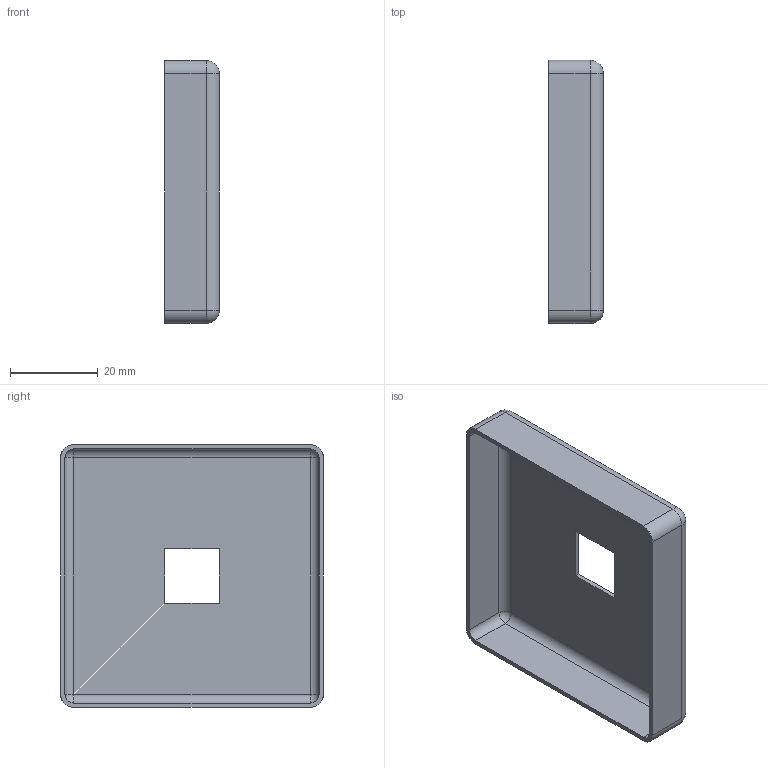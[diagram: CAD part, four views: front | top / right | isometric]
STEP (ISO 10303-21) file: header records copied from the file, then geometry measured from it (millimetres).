
FILE_DESCRIPTION (( 'STEP AP203' ), '1' );
FILE_NAME ('A_4514-012.STEP', '2023-10-09T11:33:38', ( '' ), ( '' ), 'SwSTEP 2.0', 'SolidWorks 2019', '' );
FILE_SCHEMA (( 'CONFIG_CONTROL_DESIGN' ));
Length unit declared in the file: millimetre
Products named in the file (1): A_4514-012
Bounding box: 12.5 x 60 x 60 mm (x, y, z)
Volume: 5849 mm3; surface area: 11981.8 mm2
Topology: 1 solids, 1 shells, 39 faces, 92 edges, 48 vertices
Faces by surface type: cylinder 16, plane 15, sphere 8
Entity records: 1119 total; most frequent: DIRECTION 196, CARTESIAN_POINT 172, ORIENTED_EDGE 168, EDGE_CURVE 84, AXIS2_PLACEMENT_3D 72, LINE 52, VECTOR 52, VERTEX_POINT 48
